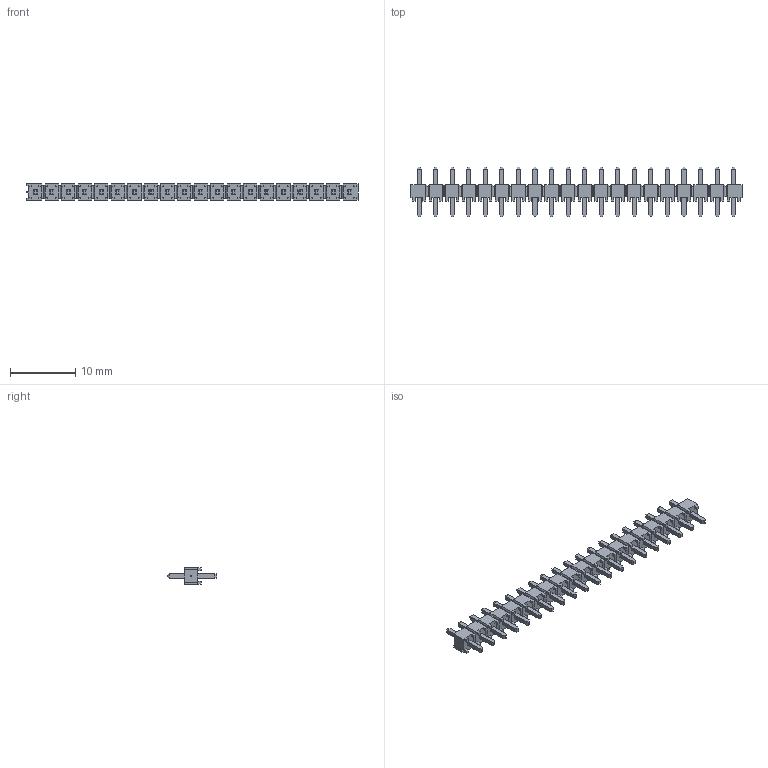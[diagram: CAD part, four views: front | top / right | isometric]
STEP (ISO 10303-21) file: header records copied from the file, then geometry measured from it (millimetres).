
FILE_DESCRIPTION(/* description */ ('STEP AP214'),/* implementation_level */ '2;1');
FILE_NAME(/* name */ 'TSW-120-06-T-S',/* time_stamp */ '2025-10-18T19:05:05+02:00',/* author */ ('License CC BY-ND 4.0'),/* organization */ ('CADENAS'),/* preprocessor_version */ 'ST-DEVELOPER v19.3',/* originating_system */ 'PARTsolutions',/* authorisation */ ' ');
FILE_SCHEMA (('AUTOMOTIVE_DESIGN {1 0 10303 214 3 1 1}'));
Length unit declared in the file: inch
Products named in the file (3): TSW-120-06-T-S; TSW-120-06-T-S_body; T-1S6-18-TSW-1-06-20-S
Assembly tree (2 placements, depth 2):
  TSW-120-06-T-S
    TSW-120-06-T-S_body
    T-1S6-18-TSW-1-06-20-S
Bounding box: 50.93 x 7.62 x 2.54 mm (x, y, z)
Volume: 304.1 mm3; surface area: 1126.4 mm2
Topology: 2 solids, 2 shells, 1007 faces, 2578 edges, 1616 vertices
Faces by surface type: plane 1007
Entity records: 29586 total; most frequent: CARTESIAN_POINT 5204, ORIENTED_EDGE 5156, DIRECTION 4598, EDGE_CURVE 2578, LINE 2578, VECTOR 2578, VERTEX_POINT 1616, EDGE_LOOP 1088
